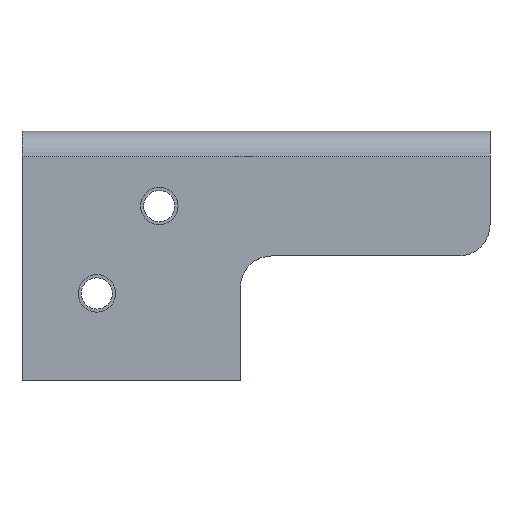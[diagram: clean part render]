
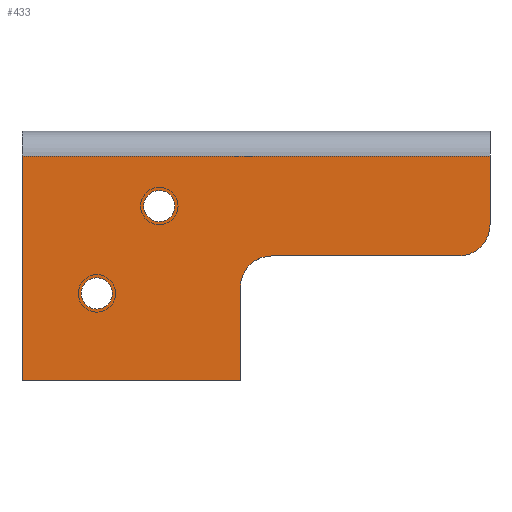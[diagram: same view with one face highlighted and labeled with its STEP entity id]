
A CAD part, top view. The second image highlights one B-rep face of the part: STEP entity #433.
In plain terms, the highlighted planar face has unit normal (0, 0, 1).
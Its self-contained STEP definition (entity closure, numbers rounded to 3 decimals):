
#2=DIRECTION('',(0.,1.,0.));
#3=VECTOR('',#2,15.);
#4=CARTESIAN_POINT('',(35.,-40.,0.));
#5=LINE('',#4,#3);
#6=DIRECTION('',(1.,0.,0.));
#7=VECTOR('',#6,75.);
#8=CARTESIAN_POINT('',(0.,-4.,0.));
#9=LINE('',#8,#7);
#10=CARTESIAN_POINT('',(70.,-15.,0.));
#11=DIRECTION('',(0.,0.,1.));
#12=DIRECTION('',(0.,-1.,0.));
#13=AXIS2_PLACEMENT_3D('',#10,#11,#12);
#15=DIRECTION('',(-1.,0.,0.));
#16=VECTOR('',#15,30.);
#17=CARTESIAN_POINT('',(70.,-20.,0.));
#18=LINE('',#17,#16);
#19=CARTESIAN_POINT('',(40.,-25.,0.));
#20=DIRECTION('',(0.,0.,1.));
#21=DIRECTION('',(0.,1.,0.));
#22=AXIS2_PLACEMENT_3D('',#19,#20,#21);
#24=CARTESIAN_POINT('',(22.,-12.,0.));
#25=DIRECTION('',(0.,0.,1.));
#26=DIRECTION('',(-1.,0.,0.));
#27=AXIS2_PLACEMENT_3D('',#24,#25,#26);
#29=CARTESIAN_POINT('',(22.,-12.,0.));
#30=DIRECTION('',(0.,0.,1.));
#31=DIRECTION('',(1.,0.,0.));
#32=AXIS2_PLACEMENT_3D('',#29,#30,#31);
#34=CARTESIAN_POINT('',(12.,-26.,0.));
#35=DIRECTION('',(0.,0.,1.));
#36=DIRECTION('',(-1.,0.,0.));
#37=AXIS2_PLACEMENT_3D('',#34,#35,#36);
#39=CARTESIAN_POINT('',(12.,-26.,0.));
#40=DIRECTION('',(0.,0.,1.));
#41=DIRECTION('',(1.,0.,0.));
#42=AXIS2_PLACEMENT_3D('',#39,#40,#41);
#60=DIRECTION('',(0.,-1.,0.));
#61=VECTOR('',#60,11.);
#62=CARTESIAN_POINT('',(75.,-4.,0.));
#63=LINE('',#62,#61);
#104=DIRECTION('',(0.,-1.,0.));
#105=VECTOR('',#104,36.);
#106=CARTESIAN_POINT('',(0.,-4.,0.));
#107=LINE('',#106,#105);
#116=DIRECTION('',(1.,0.,0.));
#117=VECTOR('',#116,35.);
#118=CARTESIAN_POINT('',(0.,-40.,0.));
#119=LINE('',#118,#117);
#310=CARTESIAN_POINT('',(35.,-40.,0.));
#311=CARTESIAN_POINT('',(35.,-25.,0.));
#312=VERTEX_POINT('',#310);
#313=VERTEX_POINT('',#311);
#314=CARTESIAN_POINT('',(0.,-40.,0.));
#315=VERTEX_POINT('',#314);
#316=CARTESIAN_POINT('',(0.,-4.,0.));
#317=VERTEX_POINT('',#316);
#318=CARTESIAN_POINT('',(75.,-4.,0.));
#319=CARTESIAN_POINT('',(75.,-15.,0.));
#320=VERTEX_POINT('',#318);
#321=VERTEX_POINT('',#319);
#322=CARTESIAN_POINT('',(70.,-20.,0.));
#323=VERTEX_POINT('',#322);
#324=CARTESIAN_POINT('',(40.,-20.,0.));
#325=VERTEX_POINT('',#324);
#326=CARTESIAN_POINT('',(19.5,-12.,0.));
#327=CARTESIAN_POINT('',(24.5,-12.,0.));
#328=VERTEX_POINT('',#326);
#329=VERTEX_POINT('',#327);
#330=CARTESIAN_POINT('',(9.5,-26.,0.));
#331=CARTESIAN_POINT('',(14.5,-26.,0.));
#332=VERTEX_POINT('',#330);
#333=VERTEX_POINT('',#331);
#398=CARTESIAN_POINT('',(0.,-4.,0.));
#399=DIRECTION('',(0.,0.,1.));
#400=DIRECTION('',(0.,-1.,0.));
#401=AXIS2_PLACEMENT_3D('',#398,#399,#400);
#402=PLANE('',#401);
#404=ORIENTED_EDGE('',*,*,#403,.F.);
#406=ORIENTED_EDGE('',*,*,#405,.F.);
#408=ORIENTED_EDGE('',*,*,#407,.F.);
#410=ORIENTED_EDGE('',*,*,#409,.T.);
#412=ORIENTED_EDGE('',*,*,#411,.T.);
#414=ORIENTED_EDGE('',*,*,#413,.F.);
#416=ORIENTED_EDGE('',*,*,#415,.T.);
#418=ORIENTED_EDGE('',*,*,#417,.T.);
#419=EDGE_LOOP('',(#404,#406,#408,#410,#412,#414,#416,#418));
#420=FACE_OUTER_BOUND('',#419,.F.);
#422=ORIENTED_EDGE('',*,*,#421,.T.);
#424=ORIENTED_EDGE('',*,*,#423,.T.);
#425=EDGE_LOOP('',(#422,#424));
#426=FACE_BOUND('',#425,.F.);
#428=ORIENTED_EDGE('',*,*,#427,.T.);
#430=ORIENTED_EDGE('',*,*,#429,.T.);
#431=EDGE_LOOP('',(#428,#430));
#432=FACE_BOUND('',#431,.F.);
#433=ADVANCED_FACE('',(#420,#426,#432),#402,.T.);
#14=CIRCLE('',#13,5.);
#23=CIRCLE('',#22,5.);
#28=CIRCLE('',#27,2.5);
#33=CIRCLE('',#32,2.5);
#38=CIRCLE('',#37,2.5);
#43=CIRCLE('',#42,2.5);
#403=EDGE_CURVE('',#312,#313,#5,.T.);
#405=EDGE_CURVE('',#315,#312,#119,.T.);
#407=EDGE_CURVE('',#317,#315,#107,.T.);
#409=EDGE_CURVE('',#317,#320,#9,.T.);
#411=EDGE_CURVE('',#320,#321,#63,.T.);
#413=EDGE_CURVE('',#323,#321,#14,.T.);
#415=EDGE_CURVE('',#323,#325,#18,.T.);
#417=EDGE_CURVE('',#325,#313,#23,.T.);
#421=EDGE_CURVE('',#328,#329,#28,.T.);
#423=EDGE_CURVE('',#329,#328,#33,.T.);
#427=EDGE_CURVE('',#332,#333,#38,.T.);
#429=EDGE_CURVE('',#333,#332,#43,.T.);
